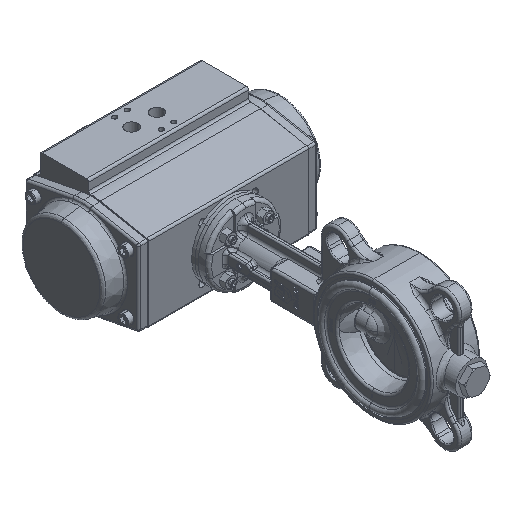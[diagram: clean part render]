
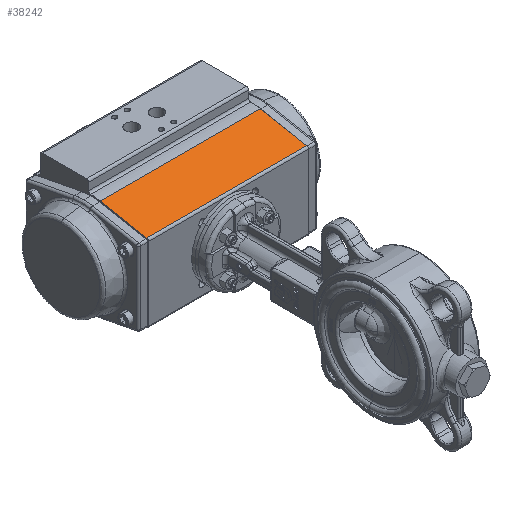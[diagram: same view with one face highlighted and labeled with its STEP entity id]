
A CAD part, isometric view. The second image highlights one B-rep face of the part: STEP entity #38242.
In plain terms, the highlighted planar face has unit normal (0, 0.186, -0.983).
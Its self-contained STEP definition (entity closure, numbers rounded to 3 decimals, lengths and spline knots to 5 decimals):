
#9584 = LINE ( 'NONE', #30574, #23476 ) ;
#13384 = EDGE_CURVE ( 'NONE', #48706, #69883, #9584, .T. ) ;
#15345 = DIRECTION ( 'NONE',  ( 0., 0.983, 0.186 ) ) ;
#15703 = DIRECTION ( 'NONE',  ( 1., 0., 0. ) ) ;
#16463 = ORIENTED_EDGE ( 'NONE', *, *, #52879, .T. ) ;
#21152 = DIRECTION ( 'NONE',  ( 0., -0.983, -0.186 ) ) ;
#21214 = CARTESIAN_POINT ( 'NONE',  ( -0.1436, 0.09899, 0.29264 ) ) ;
#23369 = EDGE_CURVE ( 'NONE', #72101, #48706, #48562, .T. ) ;
#23476 = VECTOR ( 'NONE', #15703, 1. ) ;
#24542 = CARTESIAN_POINT ( 'NONE',  ( -0.1436, 0.14331, 0.30103 ) ) ;
#25248 = AXIS2_PLACEMENT_3D ( 'NONE', #42632, #82912, #57024 ) ;
#26235 = VECTOR ( 'NONE', #52739, 1. ) ;
#27737 = LINE ( 'NONE', #54375, #32544 ) ;
#29730 = CARTESIAN_POINT ( 'NONE',  ( 0.0084, 0.14331, 0.30103 ) ) ;
#30574 = CARTESIAN_POINT ( 'NONE',  ( -0.1436, 0.14331, 0.30103 ) ) ;
#32544 = VECTOR ( 'NONE', #21152, 1. ) ;
#32800 = CARTESIAN_POINT ( 'NONE',  ( 0.0084, 0.09899, 0.29264 ) ) ;
#38242 = ADVANCED_FACE ( 'NONE', ( #69729 ), #63576, .T. ) ;
#38982 = ORIENTED_EDGE ( 'NONE', *, *, #13384, .T. ) ;
#39198 = VECTOR ( 'NONE', #15345, 1. ) ;
#40472 = LINE ( 'NONE', #21214, #26235 ) ;
#42632 = CARTESIAN_POINT ( 'NONE',  ( -0.1436, 0.09899, 0.29264 ) ) ;
#44339 = ORIENTED_EDGE ( 'NONE', *, *, #23369, .T. ) ;
#48562 = LINE ( 'NONE', #75268, #39198 ) ;
#48706 = VERTEX_POINT ( 'NONE', #24542 ) ;
#52739 = DIRECTION ( 'NONE',  ( -1., 0., 0. ) ) ;
#52879 = EDGE_CURVE ( 'NONE', #59421, #72101, #40472, .T. ) ;
#54375 = CARTESIAN_POINT ( 'NONE',  ( 0.0084, 0.09899, 0.29264 ) ) ;
#57024 = DIRECTION ( 'NONE',  ( 0., 0.983, 0.186 ) ) ;
#59421 = VERTEX_POINT ( 'NONE', #32800 ) ;
#63576 = PLANE ( 'NONE',  #25248 ) ;
#69086 = ORIENTED_EDGE ( 'NONE', *, *, #75249, .T. ) ;
#69729 = FACE_OUTER_BOUND ( 'NONE', #78466, .T. ) ;
#69883 = VERTEX_POINT ( 'NONE', #29730 ) ;
#72101 = VERTEX_POINT ( 'NONE', #80634 ) ;
#75249 = EDGE_CURVE ( 'NONE', #69883, #59421, #27737, .T. ) ;
#75268 = CARTESIAN_POINT ( 'NONE',  ( -0.1436, 0.09899, 0.29264 ) ) ;
#78466 = EDGE_LOOP ( 'NONE', ( #38982, #69086, #16463, #44339 ) ) ;
#80634 = CARTESIAN_POINT ( 'NONE',  ( -0.1436, 0.09899, 0.29264 ) ) ;
#82912 = DIRECTION ( 'NONE',  ( 0., 0.186, -0.983 ) ) ;
